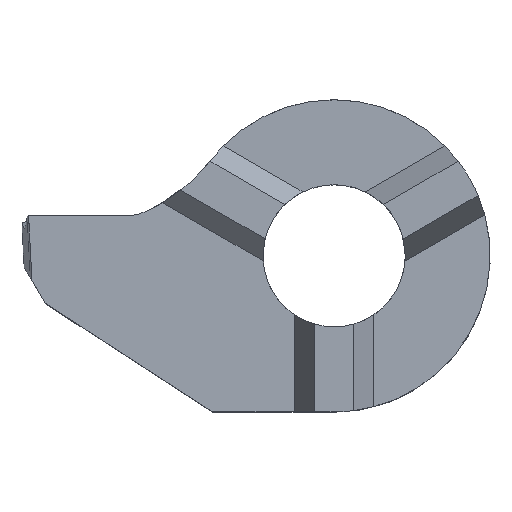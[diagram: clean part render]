
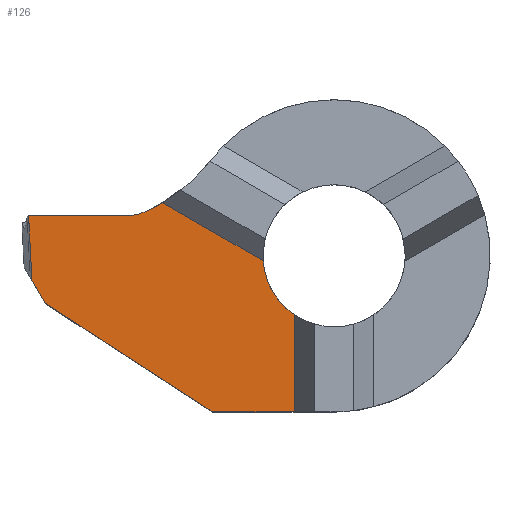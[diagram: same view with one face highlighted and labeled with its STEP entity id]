
A CAD part, top view. The second image highlights one B-rep face of the part: STEP entity #126.
In plain terms, the highlighted planar face has unit normal (0, 0, 1).
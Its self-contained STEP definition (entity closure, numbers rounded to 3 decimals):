
#86=CIRCLE('',#1049,5.);
#88=CIRCLE('',#1054,2.05);
#90=CIRCLE('',#1058,1.5);
#126=ADVANCED_FACE('',(#210),#169,.T.);
#169=PLANE('',#1061);
#210=FACE_OUTER_BOUND('',#262,.T.);
#262=EDGE_LOOP('',(#450,#451,#452,#453,#454,#455,#456,#457,#458,#459));
#450=ORIENTED_EDGE('',*,*,#733,.F.);
#451=ORIENTED_EDGE('',*,*,#746,.F.);
#452=ORIENTED_EDGE('',*,*,#758,.F.);
#453=ORIENTED_EDGE('',*,*,#754,.F.);
#454=ORIENTED_EDGE('',*,*,#761,.T.);
#455=ORIENTED_EDGE('',*,*,#674,.F.);
#456=ORIENTED_EDGE('',*,*,#671,.F.);
#457=ORIENTED_EDGE('',*,*,#747,.F.);
#458=ORIENTED_EDGE('',*,*,#715,.T.);
#459=ORIENTED_EDGE('',*,*,#751,.F.);
#577=VERTEX_POINT('',#1369);
#583=VERTEX_POINT('',#1399);
#586=VERTEX_POINT('',#1407);
#613=VERTEX_POINT('',#1511);
#616=VERTEX_POINT('',#1519);
#628=VERTEX_POINT('',#1567);
#629=VERTEX_POINT('',#1569);
#635=VERTEX_POINT('',#1604);
#637=VERTEX_POINT('',#1618);
#638=VERTEX_POINT('',#1620);
#671=EDGE_CURVE('',#583,#577,#807,.T.);
#674=EDGE_CURVE('',#577,#586,#810,.T.);
#715=EDGE_CURVE('',#613,#616,#830,.T.);
#733=EDGE_CURVE('',#628,#629,#839,.T.);
#746=EDGE_CURVE('',#635,#628,#86,.T.);
#747=EDGE_CURVE('',#613,#583,#844,.T.);
#751=EDGE_CURVE('',#629,#616,#88,.T.);
#754=EDGE_CURVE('',#637,#638,#849,.T.);
#758=EDGE_CURVE('',#638,#635,#90,.T.);
#761=EDGE_CURVE('',#637,#586,#852,.T.);
#807=LINE('',#1400,#877);
#810=LINE('',#1406,#880);
#830=LINE('',#1520,#900);
#839=LINE('',#1568,#909);
#844=LINE('',#1607,#914);
#849=LINE('',#1619,#919);
#852=LINE('',#1635,#922);
#877=VECTOR('',#1097,1.);
#880=VECTOR('',#1102,1.);
#900=VECTOR('',#1168,1.);
#909=VECTOR('',#1199,1.);
#914=VECTOR('',#1226,1.);
#919=VECTOR('',#1241,1.);
#922=VECTOR('',#1254,1.);
#1049=AXIS2_PLACEMENT_3D('',#1605,#1222,#1223);
#1054=AXIS2_PLACEMENT_3D('',#1614,#1235,#1236);
#1058=AXIS2_PLACEMENT_3D('',#1627,#1248,#1249);
#1061=AXIS2_PLACEMENT_3D('',#1636,#1255,#1256);
#1097=DIRECTION('',(-0.839,0.544,0.));
#1102=DIRECTION('',(-0.5,0.866,0.));
#1168=DIRECTION('',(0.,1.,0.));
#1199=DIRECTION('',(0.866,-0.5,0.));
#1222=DIRECTION('',(0.,0.,1.));
#1223=DIRECTION('',(-1.,0.,0.));
#1226=DIRECTION('',(-1.,0.,0.));
#1235=DIRECTION('',(0.,0.,1.));
#1236=DIRECTION('',(-1.,0.,0.));
#1241=DIRECTION('',(1.,0.,0.));
#1248=DIRECTION('',(0.,0.,1.));
#1249=DIRECTION('',(-1.,0.,0.));
#1254=DIRECTION('',(0.052,-0.999,0.));
#1255=DIRECTION('',(0.,0.,1.));
#1256=DIRECTION('',(-1.,0.,0.));
#1369=CARTESIAN_POINT('',(-8.325,-1.37,0.));
#1399=CARTESIAN_POINT('',(-3.5,-4.501,0.));
#1400=CARTESIAN_POINT('',(-8.325,-1.37,0.));
#1406=CARTESIAN_POINT('',(-9.52,0.7,0.));
#1407=CARTESIAN_POINT('',(-8.711,-0.701,0.));
#1511=CARTESIAN_POINT('',(-1.149,-4.5,0.));
#1519=CARTESIAN_POINT('',(-1.149,-1.698,0.));
#1520=CARTESIAN_POINT('',(-1.149,-4.501,0.));
#1567=CARTESIAN_POINT('',(-4.948,1.53,0.));
#1568=CARTESIAN_POINT('',(-9.273,4.027,0.));
#1569=CARTESIAN_POINT('',(-2.045,-0.146,0.));
#1604=CARTESIAN_POINT('',(-5.411,1.287,0.));
#1605=CARTESIAN_POINT('',(-7.5,5.83,0.));
#1607=CARTESIAN_POINT('',(-3.5,-4.501,0.));
#1614=CARTESIAN_POINT('',(0.,0.,0.));
#1618=CARTESIAN_POINT('',(-8.808,1.15,0.));
#1619=CARTESIAN_POINT('',(-6.038,1.15,0.));
#1620=CARTESIAN_POINT('',(-6.038,1.15,0.));
#1627=CARTESIAN_POINT('',(-6.038,2.65,0.));
#1635=CARTESIAN_POINT('',(-9.049,5.749,0.));
#1636=CARTESIAN_POINT('',(-7.5,5.83,0.));
